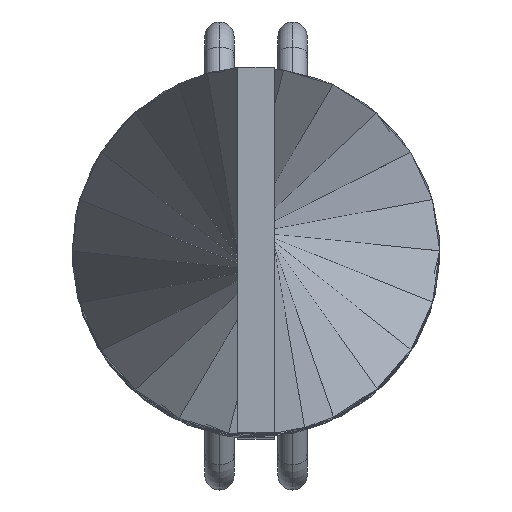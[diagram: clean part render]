
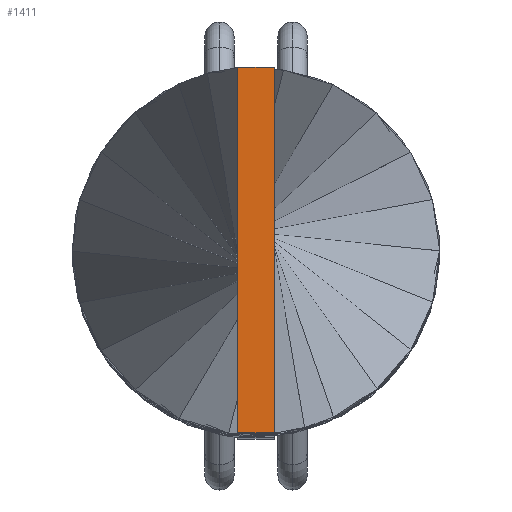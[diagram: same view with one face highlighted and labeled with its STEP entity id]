
A CAD part, top view. The second image highlights one B-rep face of the part: STEP entity #1411.
In plain terms, the highlighted planar face has unit normal (0, 0, 1).
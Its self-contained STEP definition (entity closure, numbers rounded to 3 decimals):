
#4 = LINE ( 'NONE', #2422, #1768 ) ;
#86 = DIRECTION ( 'NONE',  ( -1., 0., 0. ) ) ;
#105 = ORIENTED_EDGE ( 'NONE', *, *, #2364, .T. ) ;
#524 = EDGE_CURVE ( 'NONE', #1418, #955, #4, .T. ) ;
#905 = DIRECTION ( 'NONE',  ( 0., 1., 0. ) ) ;
#941 = DIRECTION ( 'NONE',  ( 1., 0., 0. ) ) ;
#955 = VERTEX_POINT ( 'NONE', #3540 ) ;
#958 = DIRECTION ( 'NONE',  ( 1., 0., 0. ) ) ;
#998 = PLANE ( 'NONE',  #3641 ) ;
#1193 = ORIENTED_EDGE ( 'NONE', *, *, #4021, .T. ) ;
#1411 = ADVANCED_FACE ( 'NONE', ( #3591 ), #998, .T. ) ;
#1418 = VERTEX_POINT ( 'NONE', #3221 ) ;
#1567 = CARTESIAN_POINT ( 'NONE',  ( 0.5, -5., 100. ) ) ;
#1668 = CARTESIAN_POINT ( 'NONE',  ( -0.5, -5., 100. ) ) ;
#1768 = VECTOR ( 'NONE', #86, 1000. ) ;
#1863 = ORIENTED_EDGE ( 'NONE', *, *, #524, .T. ) ;
#1910 = LINE ( 'NONE', #1567, #2990 ) ;
#1918 = VERTEX_POINT ( 'NONE', #3065 ) ;
#1939 = CARTESIAN_POINT ( 'NONE',  ( 0., 0., 100. ) ) ;
#2253 = LINE ( 'NONE', #1668, #4189 ) ;
#2364 = EDGE_CURVE ( 'NONE', #3868, #1918, #2253, .T. ) ;
#2422 = CARTESIAN_POINT ( 'NONE',  ( 0.5, 5., 100. ) ) ;
#2547 = EDGE_LOOP ( 'NONE', ( #1863, #3924, #105, #1193 ) ) ;
#2632 = LINE ( 'NONE', #3942, #3535 ) ;
#2806 = CARTESIAN_POINT ( 'NONE',  ( -0.5, -5., 100. ) ) ;
#2988 = DIRECTION ( 'NONE',  ( 0., 0., 1. ) ) ;
#2990 = VECTOR ( 'NONE', #905, 1000. ) ;
#3065 = CARTESIAN_POINT ( 'NONE',  ( 0.5, -5., 100. ) ) ;
#3221 = CARTESIAN_POINT ( 'NONE',  ( 0.5, 5., 100. ) ) ;
#3535 = VECTOR ( 'NONE', #3559, 1000. ) ;
#3540 = CARTESIAN_POINT ( 'NONE',  ( -0.5, 5., 100. ) ) ;
#3559 = DIRECTION ( 'NONE',  ( 0., -1., 0. ) ) ;
#3591 = FACE_OUTER_BOUND ( 'NONE', #2547, .T. ) ;
#3641 = AXIS2_PLACEMENT_3D ( 'NONE', #1939, #2988, #958 ) ;
#3868 = VERTEX_POINT ( 'NONE', #2806 ) ;
#3924 = ORIENTED_EDGE ( 'NONE', *, *, #4085, .T. ) ;
#3942 = CARTESIAN_POINT ( 'NONE',  ( -0.5, 5., 100. ) ) ;
#4021 = EDGE_CURVE ( 'NONE', #1918, #1418, #1910, .T. ) ;
#4085 = EDGE_CURVE ( 'NONE', #955, #3868, #2632, .T. ) ;
#4189 = VECTOR ( 'NONE', #941, 1000. ) ;
